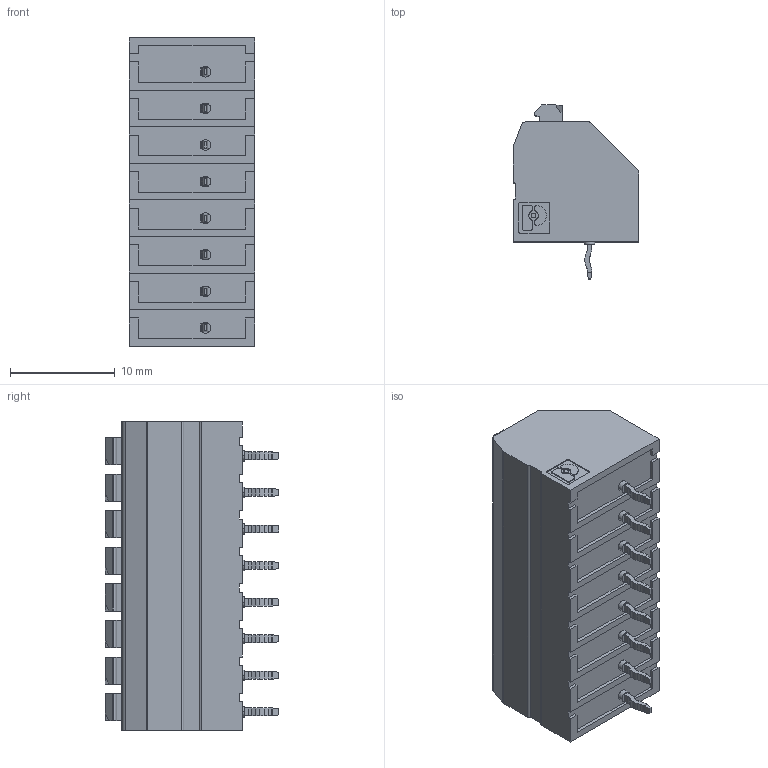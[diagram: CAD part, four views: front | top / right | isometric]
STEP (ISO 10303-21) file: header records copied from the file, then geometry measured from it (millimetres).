
FILE_DESCRIPTION(('SolidDesigner STEP Export'),'2;1');
FILE_NAME('ptsa1.5-8-3.5-f.stp','2002-09-27T 7:22:22',(''),(''),'OneSpaceDesigner STEP processor Version: 9.0 (March 2001)for AP214(CD)(Solid Model)','CoCreate OneSpaceDesigner: 11.50A 18-Jul-2002(C) CoCreate Software GmbH','');
FILE_SCHEMA(('AUTOMOTIVE_DESIGN_CC2 {1 2 10303 214 -1 1 5 1}'));
Length unit declared in the file: millimetre
Products named in the file (2): ptsa1.5-8-3.5-f
Assembly tree (1 placements, depth 2):
  ptsa1.5-8-3.5-f
    ptsa1.5-8-3.5-f
Bounding box: 12 x 16.6 x 29.5 mm (x, y, z)
Volume: 3357.7 mm3; surface area: 2308.7 mm2
Topology: 1 solids, 1 shells, 752 faces, 2054 edges, 1330 vertices
Faces by surface type: plane 473, cylinder 217, cone 62
Entity records: 31532 total; most frequent: CARTESIAN_POINT 7040, ORIENTED_EDGE 4108, DIRECTION 3557, EDGE_CURVE 2054, VECTOR 1415, LINE 1415, VERTEX_POINT 1330, AXIS2_PLACEMENT_3D 1071
